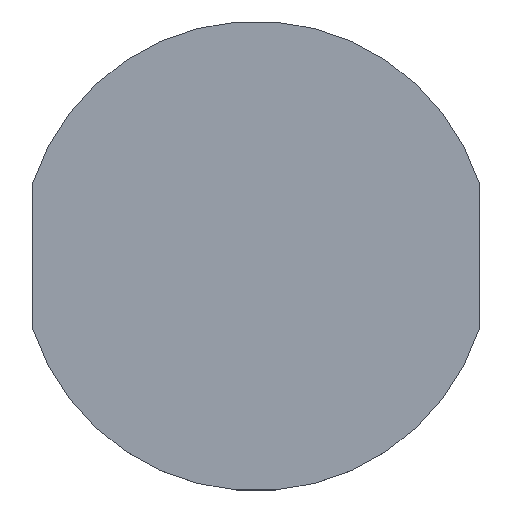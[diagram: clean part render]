
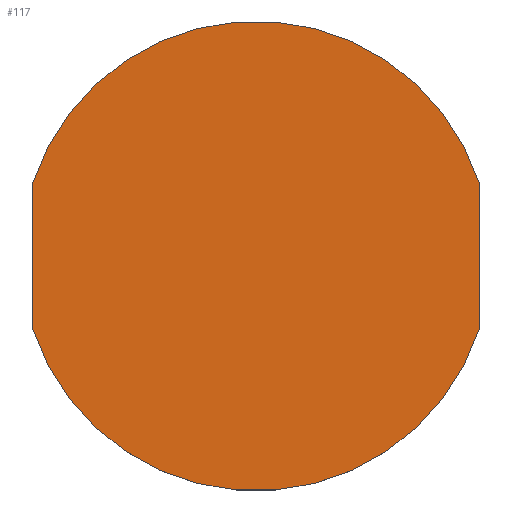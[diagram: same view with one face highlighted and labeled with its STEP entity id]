
A CAD part, top view. The second image highlights one B-rep face of the part: STEP entity #117.
In plain terms, the highlighted planar face has unit normal (0, 0, 1).
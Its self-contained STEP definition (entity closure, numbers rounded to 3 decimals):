
#17=CIRCLE('',#138,8.);
#18=CIRCLE('',#140,8.);
#27=FACE_OUTER_BOUND('',#34,.T.);
#34=EDGE_LOOP('',(#96,#97,#98,#99));
#40=LINE('',#183,#47);
#43=LINE('',#194,#50);
#47=VECTOR('',#150,10.);
#50=VECTOR('',#155,10.);
#54=VERTEX_POINT('',#181);
#55=VERTEX_POINT('',#182);
#58=VERTEX_POINT('',#192);
#59=VERTEX_POINT('',#193);
#64=EDGE_CURVE('',#54,#55,#40,.T.);
#68=EDGE_CURVE('',#58,#59,#43,.T.);
#74=EDGE_CURVE('',#59,#54,#17,.T.);
#75=EDGE_CURVE('',#55,#58,#18,.T.);
#96=ORIENTED_EDGE('',*,*,#64,.F.);
#97=ORIENTED_EDGE('',*,*,#74,.F.);
#98=ORIENTED_EDGE('',*,*,#68,.F.);
#99=ORIENTED_EDGE('',*,*,#75,.F.);
#111=PLANE('',#142);
#117=ADVANCED_FACE('',(#27),#111,.T.);
#138=AXIS2_PLACEMENT_3D('',#208,#162,#163);
#140=AXIS2_PLACEMENT_3D('',#210,#166,#167);
#142=AXIS2_PLACEMENT_3D('',#212,#170,#171);
#150=DIRECTION('',(0.,1.,0.));
#155=DIRECTION('',(0.,-1.,0.));
#162=DIRECTION('center_axis',(0.,0.,-1.));
#163=DIRECTION('ref_axis',(1.,0.,0.));
#166=DIRECTION('center_axis',(0.,0.,-1.));
#167=DIRECTION('ref_axis',(1.,0.,0.));
#170=DIRECTION('center_axis',(0.,0.,1.));
#171=DIRECTION('ref_axis',(1.,0.,0.));
#181=CARTESIAN_POINT('',(-7.6,-2.498,2.));
#182=CARTESIAN_POINT('',(-7.6,2.498,2.));
#183=CARTESIAN_POINT('',(-7.6,0.,2.));
#192=CARTESIAN_POINT('',(7.6,2.498,2.));
#193=CARTESIAN_POINT('',(7.6,-2.498,2.));
#194=CARTESIAN_POINT('',(7.6,0.,2.));
#208=CARTESIAN_POINT('Origin',(0.,0.,2.));
#210=CARTESIAN_POINT('Origin',(0.,0.,2.));
#212=CARTESIAN_POINT('Origin',(-8.,0.,2.));
